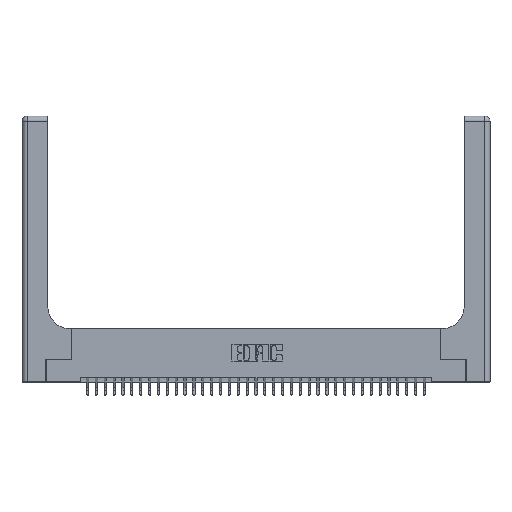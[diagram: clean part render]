
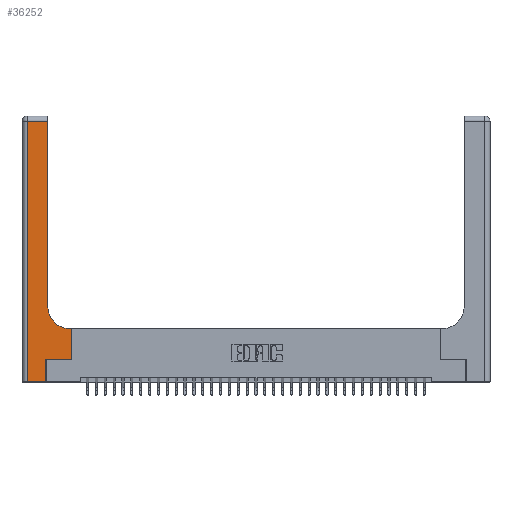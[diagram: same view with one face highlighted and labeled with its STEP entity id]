
A CAD part, top view. The second image highlights one B-rep face of the part: STEP entity #36252.
In plain terms, the highlighted planar face has unit normal (0, 0, 1).
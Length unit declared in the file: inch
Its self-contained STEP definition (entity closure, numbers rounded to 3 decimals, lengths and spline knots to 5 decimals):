
#1309 = CARTESIAN_POINT ( 'NONE',  ( 0., 0., 0.37 ) ) ;
#1528 = CARTESIAN_POINT ( 'NONE',  ( 0.06, 3., 0.37 ) ) ;
#1563 = CARTESIAN_POINT ( 'NONE',  ( 0.2915, 3., 0.37 ) ) ;
#1847 = VECTOR ( 'NONE', #26139, 39.37008 ) ;
#1985 = CARTESIAN_POINT ( 'NONE',  ( 0.269, 0., 0.37 ) ) ;
#2330 = VERTEX_POINT ( 'NONE', #22368 ) ;
#3001 = CARTESIAN_POINT ( 'NONE',  ( 0.5415, 0.6, 0.37 ) ) ;
#3353 = AXIS2_PLACEMENT_3D ( 'NONE', #21144, #4179, #23941 ) ;
#3468 = LINE ( 'NONE', #1563, #10075 ) ;
#4058 = DIRECTION ( 'NONE',  ( -1., 0., 0. ) ) ;
#4179 = DIRECTION ( 'NONE',  ( 0., 0., -1. ) ) ;
#5189 = ORIENTED_EDGE ( 'NONE', *, *, #36291, .T. ) ;
#7166 = EDGE_CURVE ( 'NONE', #32081, #2330, #30167, .T. ) ;
#7815 = VECTOR ( 'NONE', #30205, 39.37008 ) ;
#8032 = DIRECTION ( 'NONE',  ( -1., 0., 0. ) ) ;
#8225 = CARTESIAN_POINT ( 'NONE',  ( 0.2915, 2.94, 0.37 ) ) ;
#8469 = VERTEX_POINT ( 'NONE', #35316 ) ;
#8699 = LINE ( 'NONE', #1985, #7815 ) ;
#9520 = EDGE_CURVE ( 'NONE', #19876, #29041, #23550, .T. ) ;
#9862 = ORIENTED_EDGE ( 'NONE', *, *, #12787, .T. ) ;
#10075 = VECTOR ( 'NONE', #32591, 39.37008 ) ;
#11826 = VECTOR ( 'NONE', #21353, 39.37008 ) ;
#12337 = LINE ( 'NONE', #15839, #33848 ) ;
#12591 = LINE ( 'NONE', #24924, #14390 ) ;
#12787 = EDGE_CURVE ( 'NONE', #21385, #8469, #8699, .T. ) ;
#14390 = VECTOR ( 'NONE', #8032, 39.37008 ) ;
#15419 = DIRECTION ( 'NONE',  ( 1., 0., 0. ) ) ;
#15839 = CARTESIAN_POINT ( 'NONE',  ( 0.5585, 0.25, 0.37 ) ) ;
#15930 = VERTEX_POINT ( 'NONE', #25784 ) ;
#16005 = VECTOR ( 'NONE', #15419, 39.37008 ) ;
#16200 = ORIENTED_EDGE ( 'NONE', *, *, #9520, .T. ) ;
#16274 = ORIENTED_EDGE ( 'NONE', *, *, #20993, .T. ) ;
#16324 = VERTEX_POINT ( 'NONE', #21968 ) ;
#17835 = EDGE_CURVE ( 'NONE', #29041, #16324, #34215, .T. ) ;
#18679 = DIRECTION ( 'NONE',  ( 0., 1., 0. ) ) ;
#19164 = EDGE_CURVE ( 'NONE', #20648, #32081, #12591, .T. ) ;
#19428 = ORIENTED_EDGE ( 'NONE', *, *, #17835, .T. ) ;
#19876 = VERTEX_POINT ( 'NONE', #8225 ) ;
#20335 = EDGE_LOOP ( 'NONE', ( #16274, #16200, #19428, #5189, #9862, #33495, #26205, #23180, #28453 ) ) ;
#20614 = AXIS2_PLACEMENT_3D ( 'NONE', #26496, #21019, #4058 ) ;
#20648 = VERTEX_POINT ( 'NONE', #31039 ) ;
#20993 = EDGE_CURVE ( 'NONE', #2330, #19876, #3468, .T. ) ;
#21019 = DIRECTION ( 'NONE',  ( 0., 0., -1. ) ) ;
#21144 = CARTESIAN_POINT ( 'NONE',  ( 0.5415, 0.85, 0.37 ) ) ;
#21353 = DIRECTION ( 'NONE',  ( 0., -1., 0. ) ) ;
#21385 = VERTEX_POINT ( 'NONE', #26252 ) ;
#21532 = VECTOR ( 'NONE', #29731, 39.37008 ) ;
#21968 = CARTESIAN_POINT ( 'NONE',  ( 0.06, 0., 0.37 ) ) ;
#22368 = CARTESIAN_POINT ( 'NONE',  ( 0.2915, 0.85, 0.37 ) ) ;
#23180 = ORIENTED_EDGE ( 'NONE', *, *, #19164, .T. ) ;
#23550 = LINE ( 'NONE', #34652, #1847 ) ;
#23941 = DIRECTION ( 'NONE',  ( 1., 0., 0. ) ) ;
#24262 = CARTESIAN_POINT ( 'NONE',  ( 0.06, 2.94, 0.37 ) ) ;
#24384 = FACE_OUTER_BOUND ( 'NONE', #20335, .T. ) ;
#24924 = CARTESIAN_POINT ( 'NONE',  ( 0.2915, 0.6, 0.37 ) ) ;
#25784 = CARTESIAN_POINT ( 'NONE',  ( 0.5585, 0.25, 0.37 ) ) ;
#26139 = DIRECTION ( 'NONE',  ( -1., 0., 0. ) ) ;
#26205 = ORIENTED_EDGE ( 'NONE', *, *, #31349, .T. ) ;
#26252 = CARTESIAN_POINT ( 'NONE',  ( 0.269, 0., 0.37 ) ) ;
#26496 = CARTESIAN_POINT ( 'NONE',  ( 0., 3., 0.37 ) ) ;
#26930 = CARTESIAN_POINT ( 'NONE',  ( 0.269, 0.25, 0.37 ) ) ;
#28453 = ORIENTED_EDGE ( 'NONE', *, *, #7166, .T. ) ;
#29041 = VERTEX_POINT ( 'NONE', #24262 ) ;
#29281 = PLANE ( 'NONE',  #20614 ) ;
#29731 = DIRECTION ( 'NONE',  ( 1., 0., 0. ) ) ;
#30167 = CIRCLE ( 'NONE', #3353, 0.25 ) ;
#30205 = DIRECTION ( 'NONE',  ( 0., 1., 0. ) ) ;
#30922 = LINE ( 'NONE', #1309, #16005 ) ;
#31039 = CARTESIAN_POINT ( 'NONE',  ( 0.5585, 0.6, 0.37 ) ) ;
#31349 = EDGE_CURVE ( 'NONE', #15930, #20648, #12337, .T. ) ;
#32081 = VERTEX_POINT ( 'NONE', #3001 ) ;
#32591 = DIRECTION ( 'NONE',  ( 0., 1., 0. ) ) ;
#33364 = EDGE_CURVE ( 'NONE', #8469, #15930, #36352, .T. ) ;
#33495 = ORIENTED_EDGE ( 'NONE', *, *, #33364, .T. ) ;
#33848 = VECTOR ( 'NONE', #18679, 39.37008 ) ;
#34215 = LINE ( 'NONE', #1528, #11826 ) ;
#34652 = CARTESIAN_POINT ( 'NONE',  ( 0., 2.94, 0.37 ) ) ;
#35316 = CARTESIAN_POINT ( 'NONE',  ( 0.269, 0.25, 0.37 ) ) ;
#36252 = ADVANCED_FACE ( 'NONE', ( #24384 ), #29281, .F. ) ;
#36291 = EDGE_CURVE ( 'NONE', #16324, #21385, #30922, .T. ) ;
#36352 = LINE ( 'NONE', #26930, #21532 ) ;
